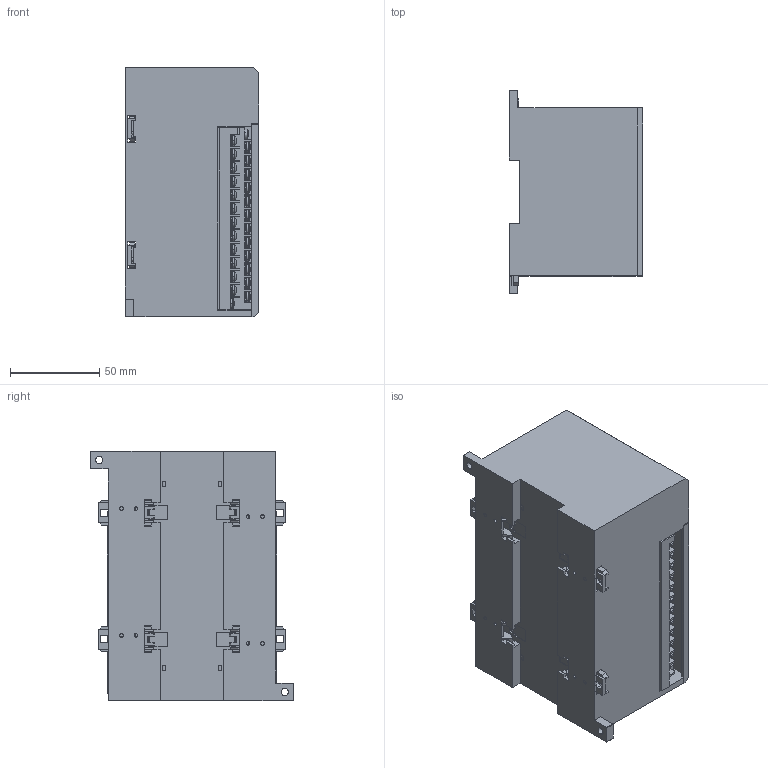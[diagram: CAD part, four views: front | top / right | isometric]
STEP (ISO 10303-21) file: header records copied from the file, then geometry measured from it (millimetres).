
FILE_DESCRIPTION (( 'STEP AP214' ), '1' );
FILE_NAME ('3D ������ ��110-X.32� [M01].STEP', '2021-02-24T09:49:13', ( '' ), ( '' ), 'SwSTEP 2.0', 'SolidWorks 2015', '' );
FILE_SCHEMA (( 'AUTOMOTIVE_DESIGN' ));
Length unit declared in the file: millimetre
Products named in the file (11): 完牘聶 警110; ‘¡®àª  ª«¥¬¬­ ï ª®«®¤ª ; ISO 7045 - M3 x 20 - Z --- 20N_ISO 7045 - M3 x 20 - Z --- 20N; ˜ ©¡  ª¢ ¤à â­ ï Œ3; Š«¥¬¬­ ï ª®«®¤ª ; 娻腓獱 酄绛狅_2; ISO 7045 - M3 x 10 - Z --- 10N_ISO 7045 - M3 x 10 - Z --- 10N; 3D ������ ��110-X.32� [M01]; 腓獱 瑺獱颻00; ”¨ªá â®à_Œ02_00; 娻腓獱 酄绛狅
Assembly tree (61 placements, depth 3):
  3D ������ ��110-X.32� [M01]
    完牘聶 警110
    ‘¡®àª  ª«¥¬¬­ ï ª®«®¤ª   x2
      Š«¥¬¬­ ï ª®«®¤ª 
      ˜ ©¡  ª¢ ¤à â­ ï Œ3
      ISO 7045 - M3 x 10 - Z --- 10N_ISO 7045 - M3 x 10 - Z --- 10N
      ISO 7045 - M3 x 20 - Z --- 20N_ISO 7045 - M3 x 20 - Z --- 20N
    ”¨ªá â®à_Œ02_00  x4
    娻腓獱 酄绛狅
    娻腓獱 酄绛狅_2
    腓獱 瑺獱颻00
Bounding box: 75.1 x 114 x 140 mm (x, y, z)
Volume: 963491 mm3; surface area: 136027.7 mm2
Topology: 110 solids, 110 shells, 7801 faces, 20790 edges, 13481 vertices
Faces by surface type: plane 6206, cylinder 711, cone 572, torus 208, sphere 104
Entity records: 197041 total; most frequent: CARTESIAN_POINT 27466, ORIENTED_EDGE 26990, DIRECTION 23431, EDGE_CURVE 13495, LINE 13091, VECTOR 13091, VERTEX_POINT 9085, AXIS2_PLACEMENT_3D 5170
